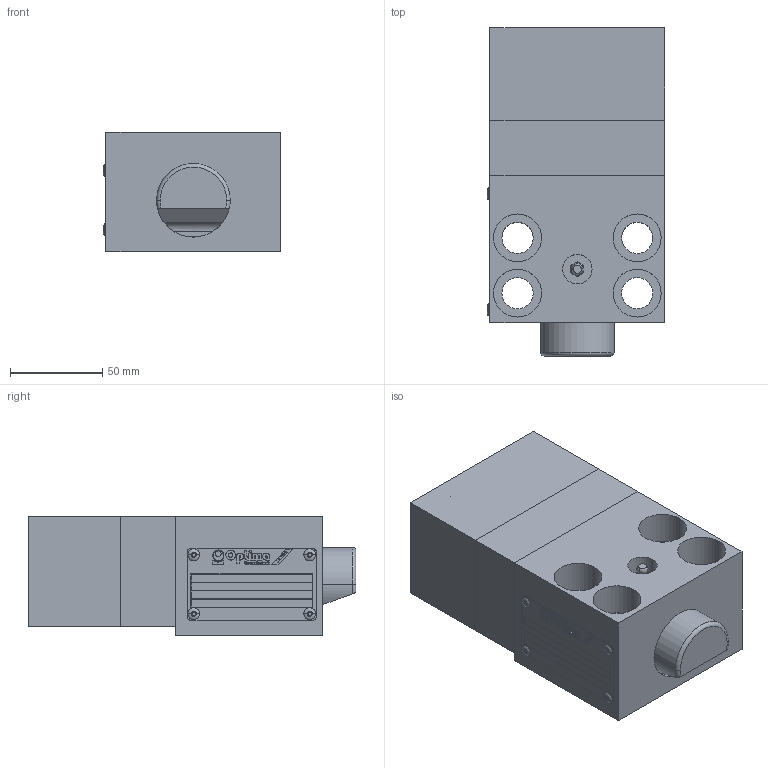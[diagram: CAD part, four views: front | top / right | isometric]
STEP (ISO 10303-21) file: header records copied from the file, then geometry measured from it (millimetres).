
FILE_DESCRIPTION(('STEP AP214'),'1');
FILE_NAME('38466107_HKS50_L.stp','2019-09-04T10:36:07',(' '),(' '),'Spatial InterOp 3D',' ',' ');
FILE_SCHEMA(('automotive_design'));
Length unit declared in the file: millimetre
Products named in the file (9): 1; 2; 3; 4; 5; 6; 7; 8; 9
Bounding box: 96.5 x 178.11 x 65 mm (x, y, z)
Volume: 772345.8 mm3; surface area: 165062.7 mm2
Topology: 9 solids, 9 shells, 763 faces, 1886 edges, 1224 vertices
Faces by surface type: plane 354, cylinder 197, extrusion 133, torus 31, cone 28, sphere 12, bspline 4, revolution 4
Entity records: 29646 total; most frequent: CARTESIAN_POINT 5337, ORIENTED_EDGE 3716, DIRECTION 3518, EDGE_CURVE 1858, VERTEX_POINT 1224, VECTOR 1174, AXIS2_PLACEMENT_3D 1170, LINE 1041
